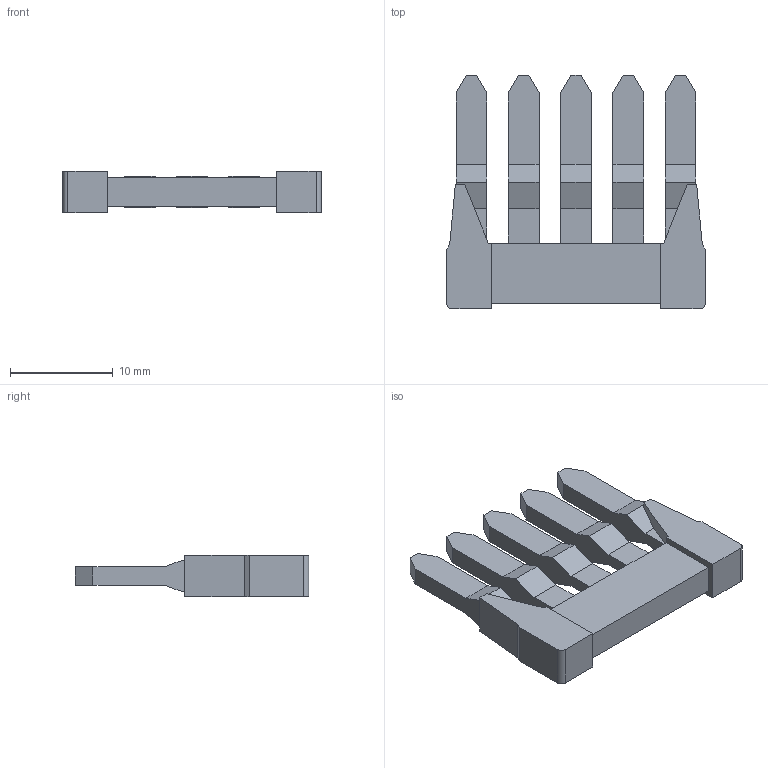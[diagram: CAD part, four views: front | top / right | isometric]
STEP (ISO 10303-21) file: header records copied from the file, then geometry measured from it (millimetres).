
FILE_DESCRIPTION((''),'2;1');
FILE_NAME('17204_SQI_2,5_5','2023-02-09T',('Andreas Nolte'),(''),'CREO PARAMETRIC BY PTC INC, 2017300','CREO PARAMETRIC BY PTC INC, 2017300','');
FILE_SCHEMA(('CONFIG_CONTROL_DESIGN'));
Length unit declared in the file: millimetre
Products named in the file (1): 17204_SQI_2,5_5
Bounding box: 25.2 x 22.77 x 4 mm (x, y, z)
Volume: 994 mm3; surface area: 1350.3 mm2
Topology: 1 solids, 1 shells, 89 faces, 252 edges, 168 vertices
Faces by surface type: plane 87, cylinder 2
Entity records: 2910 total; most frequent: CARTESIAN_POINT 509, ORIENTED_EDGE 504, DIRECTION 434, EDGE_CURVE 252, VECTOR 248, LINE 248, VERTEX_POINT 168, AXIS2_PLACEMENT_3D 93
